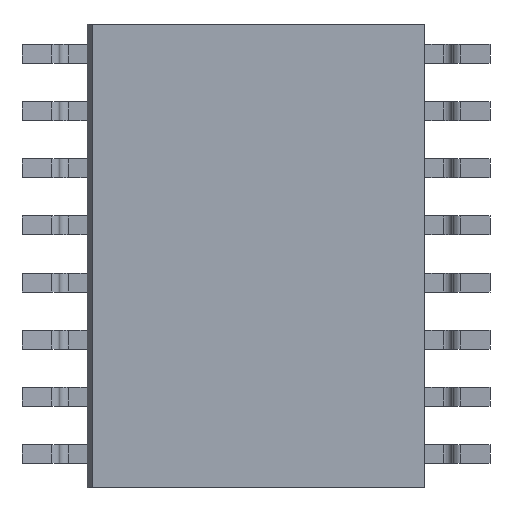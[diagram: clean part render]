
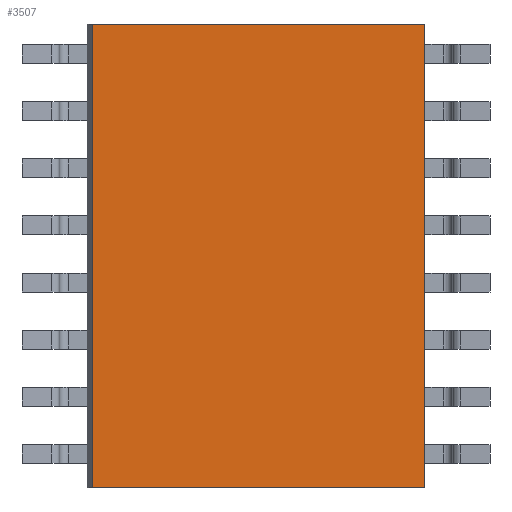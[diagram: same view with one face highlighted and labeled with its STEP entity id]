
A CAD part, front view. The second image highlights one B-rep face of the part: STEP entity #3507.
In plain terms, the highlighted planar face has unit normal (0, -1, 0).
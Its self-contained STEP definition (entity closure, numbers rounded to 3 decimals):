
#25=DIRECTION('',(1.,0.,0.));
#26=VECTOR('',#25,7.379);
#27=CARTESIAN_POINT('',(-3.629,-0.775,-5.195));
#28=LINE('',#27,#26);
#55=DIRECTION('',(0.,0.,1.));
#56=VECTOR('',#55,10.3);
#57=CARTESIAN_POINT('',(3.75,-0.775,-5.195));
#58=LINE('',#57,#56);
#187=DIRECTION('',(0.,0.,1.));
#188=VECTOR('',#187,10.3);
#189=CARTESIAN_POINT('',(-3.629,-0.775,-5.195));
#190=LINE('',#189,#188);
#343=DIRECTION('',(1.,0.,0.));
#344=VECTOR('',#343,7.379);
#345=CARTESIAN_POINT('',(-3.629,-0.775,5.105));
#346=LINE('',#345,#344);
#2537=CARTESIAN_POINT('',(-3.629,-0.775,-5.195));
#2538=VERTEX_POINT('',#2537);
#2539=CARTESIAN_POINT('',(3.75,-0.775,-5.195));
#2540=VERTEX_POINT('',#2539);
#2549=CARTESIAN_POINT('',(-3.629,-0.775,5.105));
#2550=VERTEX_POINT('',#2549);
#2551=CARTESIAN_POINT('',(3.75,-0.775,5.105));
#2552=VERTEX_POINT('',#2551);
#3494=CARTESIAN_POINT('',(-3.629,-0.775,-5.195));
#3495=DIRECTION('',(0.,-1.,0.));
#3496=DIRECTION('',(1.,0.,0.));
#3497=AXIS2_PLACEMENT_3D('',#3494,#3495,#3496);
#3498=PLANE('',#3497);
#3499=ORIENTED_EDGE('',*,*,#3348,.F.);
#3501=ORIENTED_EDGE('',*,*,#3500,.T.);
#3503=ORIENTED_EDGE('',*,*,#3502,.T.);
#3504=ORIENTED_EDGE('',*,*,#3406,.F.);
#3505=EDGE_LOOP('',(#3499,#3501,#3503,#3504));
#3506=FACE_OUTER_BOUND('',#3505,.F.);
#3348=EDGE_CURVE('',#2538,#2540,#28,.T.);
#3406=EDGE_CURVE('',#2540,#2552,#58,.T.);
#3500=EDGE_CURVE('',#2538,#2550,#190,.T.);
#3502=EDGE_CURVE('',#2550,#2552,#346,.T.);
#3507=ADVANCED_FACE('',(#3506),#3498,.T.);
